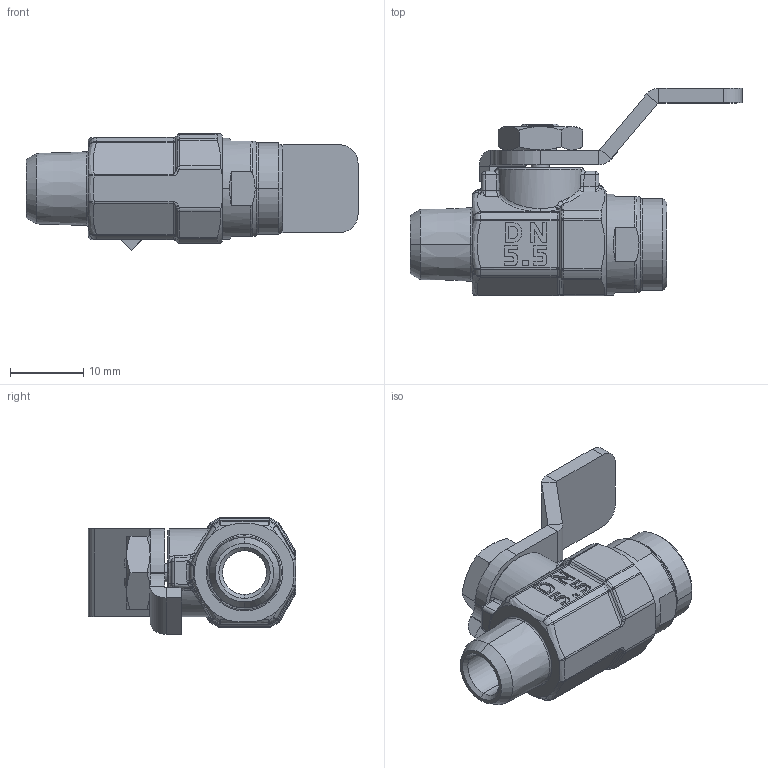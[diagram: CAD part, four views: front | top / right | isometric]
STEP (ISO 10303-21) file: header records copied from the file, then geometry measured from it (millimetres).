
FILE_DESCRIPTION (( 'STEP AP214' ), '1' );
FILE_NAME ('6631000001.STEP', '2016-07-08T06:22:25', ( 'admin' ), ( '' ), 'SwSTEP 2.0', 'SolidWorks 2016', '' );
FILE_SCHEMA (( 'AUTOMOTIVE_DESIGN' ));
Length unit declared in the file: millimetre
Products named in the file (1): 6631000001
Bounding box: 45.37 x 28.35 x 15.91 mm (x, y, z)
Surface area: 3652.9 mm2 (no closed solid volume)
Topology: 0 solids, 5 shells, 442 faces, 1123 edges, 659 vertices
Faces by surface type: plane 136, bspline 103, cylinder 102, cone 44, torus 32, sphere 25
Entity records: 19879 total; most frequent: CARTESIAN_POINT 5469, ORIENTED_EDGE 2090, DIRECTION 1821, EDGE_CURVE 1100, AXIS2_PLACEMENT_3D 713, VERTEX_POINT 659, EDGE_LOOP 456, UNCERTAINTY_MEASURE_WITH_UNIT 444
